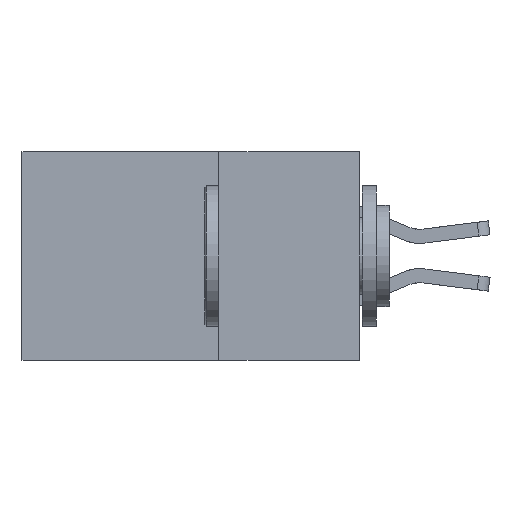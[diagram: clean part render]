
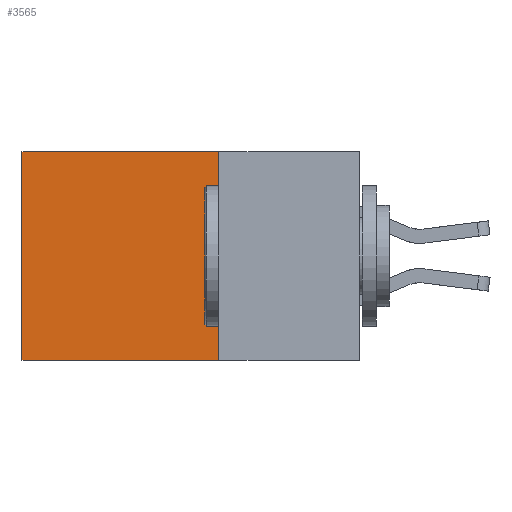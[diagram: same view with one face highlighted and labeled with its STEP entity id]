
A CAD part, left-side view. The second image highlights one B-rep face of the part: STEP entity #3565.
In plain terms, the highlighted planar face has unit normal (-1, 0, 0).
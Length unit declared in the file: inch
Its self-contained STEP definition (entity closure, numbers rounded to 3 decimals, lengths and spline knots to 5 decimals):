
#46 = CARTESIAN_POINT ( 'NONE',  ( 0.2875, 0.6, 0. ) ) ;
#388 = LINE ( 'NONE', #5780, #6585 ) ;
#579 = CARTESIAN_POINT ( 'NONE',  ( 0.2875, 0.6, 0. ) ) ;
#885 = EDGE_CURVE ( 'NONE', #6906, #7551, #388, .T. ) ;
#986 = VECTOR ( 'NONE', #5234, 39.37008 ) ;
#1570 = ORIENTED_EDGE ( 'NONE', *, *, #8843, .T. ) ;
#1623 = ORIENTED_EDGE ( 'NONE', *, *, #3606, .F. ) ;
#1650 = ORIENTED_EDGE ( 'NONE', *, *, #3766, .F. ) ;
#1691 = ORIENTED_EDGE ( 'NONE', *, *, #885, .T. ) ;
#2330 = CARTESIAN_POINT ( 'NONE',  ( 0.2875, 0.25, 0. ) ) ;
#2483 = CARTESIAN_POINT ( 'NONE',  ( 0.2875, 0.6, -0.37 ) ) ;
#3565 = ADVANCED_FACE ( 'NONE', ( #7609 ), #9682, .F. ) ;
#3606 = EDGE_CURVE ( 'NONE', #3737, #5020, #5326, .T. ) ;
#3737 = VERTEX_POINT ( 'NONE', #8973 ) ;
#3766 = EDGE_CURVE ( 'NONE', #6906, #3737, #4362, .T. ) ;
#4112 = VECTOR ( 'NONE', #8883, 39.37008 ) ;
#4362 = LINE ( 'NONE', #8934, #4112 ) ;
#5020 = VERTEX_POINT ( 'NONE', #2483 ) ;
#5106 = LINE ( 'NONE', #579, #986 ) ;
#5234 = DIRECTION ( 'NONE',  ( 0., 0., -1. ) ) ;
#5326 = LINE ( 'NONE', #9521, #7132 ) ;
#5761 = DIRECTION ( 'NONE',  ( 0., 1., 0. ) ) ;
#5780 = CARTESIAN_POINT ( 'NONE',  ( 0.2875, 0.25, 0. ) ) ;
#6585 = VECTOR ( 'NONE', #5761, 39.37008 ) ;
#6906 = VERTEX_POINT ( 'NONE', #2330 ) ;
#7132 = VECTOR ( 'NONE', #9477, 39.37008 ) ;
#7304 = AXIS2_PLACEMENT_3D ( 'NONE', #9665, #9654, #9643 ) ;
#7551 = VERTEX_POINT ( 'NONE', #46 ) ;
#7609 = FACE_OUTER_BOUND ( 'NONE', #7931, .T. ) ;
#7931 = EDGE_LOOP ( 'NONE', ( #1570, #1623, #1650, #1691 ) ) ;
#8843 = EDGE_CURVE ( 'NONE', #7551, #5020, #5106, .T. ) ;
#8883 = DIRECTION ( 'NONE',  ( 0., 0., -1. ) ) ;
#8934 = CARTESIAN_POINT ( 'NONE',  ( 0.2875, 0.25, 0. ) ) ;
#8973 = CARTESIAN_POINT ( 'NONE',  ( 0.2875, 0.25, -0.37 ) ) ;
#9477 = DIRECTION ( 'NONE',  ( 0., 1., 0. ) ) ;
#9521 = CARTESIAN_POINT ( 'NONE',  ( 0.2875, 0.25, -0.37 ) ) ;
#9643 = DIRECTION ( 'NONE',  ( 0., 0., -1. ) ) ;
#9654 = DIRECTION ( 'NONE',  ( 1., 0., 0. ) ) ;
#9665 = CARTESIAN_POINT ( 'NONE',  ( 0.2875, 0.25, 0. ) ) ;
#9682 = PLANE ( 'NONE',  #7304 ) ;
